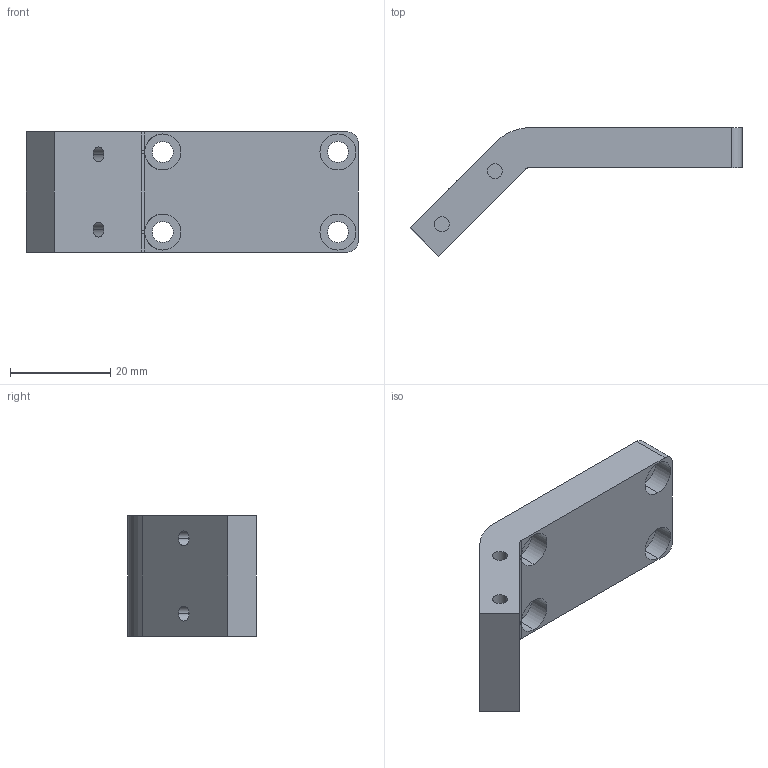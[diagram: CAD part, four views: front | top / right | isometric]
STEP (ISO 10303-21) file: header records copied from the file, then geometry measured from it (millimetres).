
FILE_DESCRIPTION (( 'STEP AP214' ), '1' );
FILE_NAME ('Horizontal_Thruster_Bracket.STEP', '2026-01-31T07:40:56', ( '' ), ( '' ), 'SwSTEP 2.0', 'SolidWorks 2024', '' );
FILE_SCHEMA (( 'AUTOMOTIVE_DESIGN' ));
Length unit declared in the file: millimetre
Products named in the file (1): Horizontal_Thruster_Bracket
Bounding box: 66.33 x 25.68 x 24 mm (x, y, z)
Volume: 12464.4 mm3; surface area: 5715.7 mm2
Topology: 1 solids, 1 shells, 53 faces, 131 edges, 86 vertices
Faces by surface type: cylinder 34, plane 17, bspline 2
Entity records: 1674 total; most frequent: DIRECTION 305, CARTESIAN_POINT 305, ORIENTED_EDGE 262, EDGE_CURVE 131, AXIS2_PLACEMENT_3D 124, VERTEX_POINT 86, CIRCLE 72, EDGE_LOOP 71
